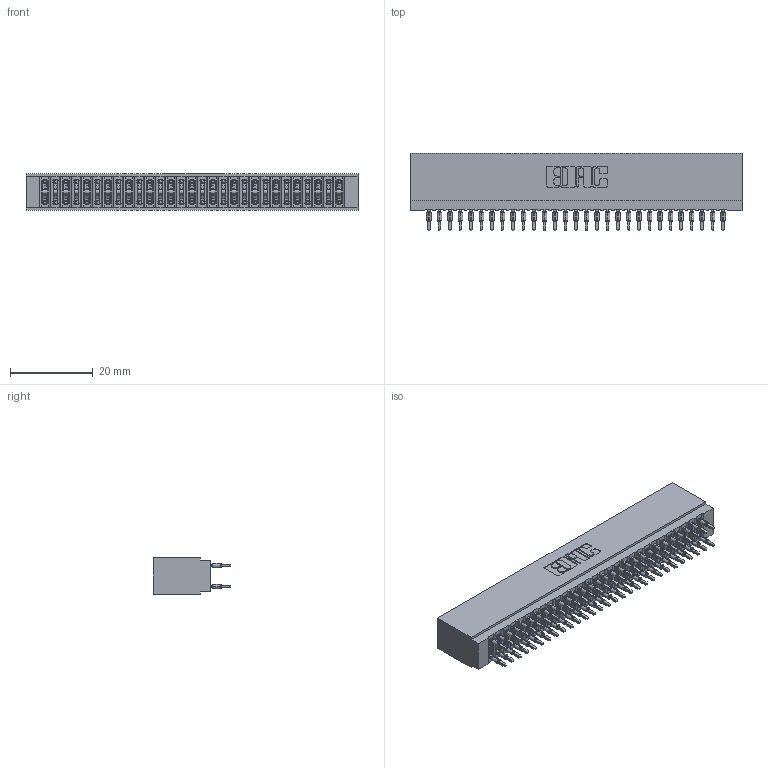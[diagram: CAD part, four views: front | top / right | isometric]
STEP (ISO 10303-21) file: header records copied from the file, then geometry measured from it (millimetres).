
FILE_DESCRIPTION (( 'STEP AP203' ), '1' );
FILE_NAME ('725-058-560-201.STEP', '2026-02-24T18:10:04', ( '' ), ( '' ), 'SwSTEP 2.0', 'SolidWorks 2023', '' );
FILE_SCHEMA (( 'CONFIG_CONTROL_DESIGN' ));
Length unit declared in the file: millimetre
Products named in the file (3): 725 Part_Insulator Option - 01; 725-058-560-201; 745-292-001_560
Assembly tree (59 placements, depth 2):
  725-058-560-201
    725 Part_Insulator Option - 01
    745-292-001_560  x58
Bounding box: 80.26 x 18.8 x 8.89 mm (x, y, z)
Volume: 6644.8 mm3; surface area: 14671.1 mm2
Topology: 59 solids, 59 shells, 5808 faces, 15885 edges, 10086 vertices
Faces by surface type: plane 3013, cylinder 1287, bspline 1160, torus 348
Entity records: 50884 total; most frequent: CARTESIAN_POINT 9333, ORIENTED_EDGE 8742, DIRECTION 7655, EDGE_CURVE 4371, LINE 4007, VECTOR 4007, VERTEX_POINT 2790, AXIS2_PLACEMENT_3D 1824
